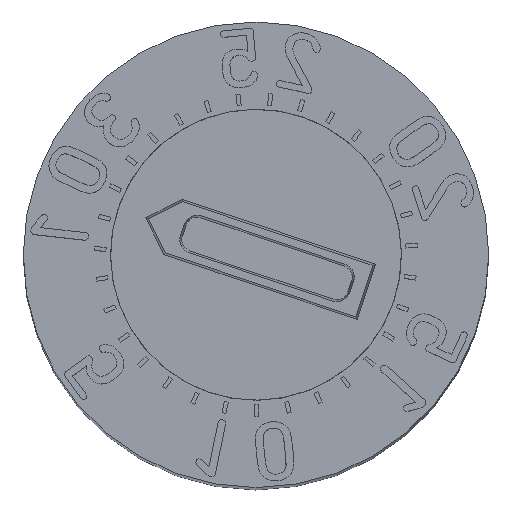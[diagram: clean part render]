
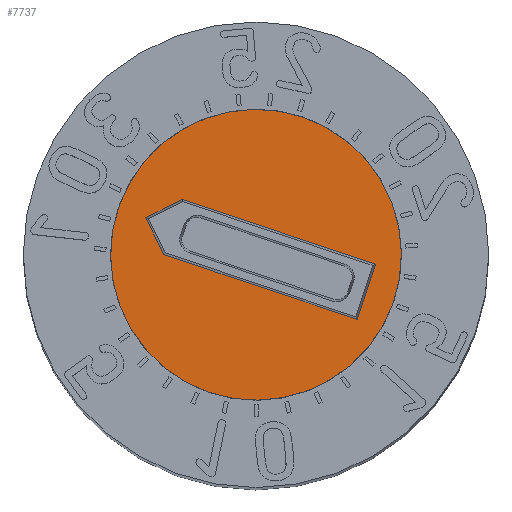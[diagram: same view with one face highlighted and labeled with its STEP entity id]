
A CAD part, top view. The second image highlights one B-rep face of the part: STEP entity #7737.
In plain terms, the highlighted planar face has unit normal (0, 0, 1).
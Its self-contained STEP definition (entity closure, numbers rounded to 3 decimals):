
#69=CIRCLE('',#8068,1.25);
#128=FACE_BOUND('',#1558,.T.);
#1081=FACE_OUTER_BOUND('',#1557,.T.);
#1557=EDGE_LOOP('',(#7051));
#1558=EDGE_LOOP('',(#7052,#7053,#7054,#7055,#7056));
#2274=LINE('',#14023,#2997);
#2278=LINE('',#14030,#3001);
#2281=LINE('',#14036,#3004);
#2284=LINE('',#14042,#3007);
#2286=LINE('',#14045,#3009);
#2997=VECTOR('',#9315,10.);
#3001=VECTOR('',#9321,10.);
#3004=VECTOR('',#9326,10.);
#3007=VECTOR('',#9331,10.);
#3009=VECTOR('',#9335,10.);
#3738=VERTEX_POINT('',#14020);
#3739=VERTEX_POINT('',#14022);
#3741=VERTEX_POINT('',#14028);
#3743=VERTEX_POINT('',#14034);
#3745=VERTEX_POINT('',#14040);
#3746=VERTEX_POINT('',#14048);
#4840=EDGE_CURVE('',#3739,#3738,#2274,.T.);
#4844=EDGE_CURVE('',#3738,#3741,#2278,.T.);
#4847=EDGE_CURVE('',#3741,#3743,#2281,.T.);
#4850=EDGE_CURVE('',#3743,#3745,#2284,.T.);
#4852=EDGE_CURVE('',#3745,#3739,#2286,.T.);
#4853=EDGE_CURVE('',#3746,#3746,#69,.T.);
#7051=ORIENTED_EDGE('',*,*,#4853,.F.);
#7052=ORIENTED_EDGE('',*,*,#4840,.T.);
#7053=ORIENTED_EDGE('',*,*,#4844,.T.);
#7054=ORIENTED_EDGE('',*,*,#4847,.T.);
#7055=ORIENTED_EDGE('',*,*,#4850,.T.);
#7056=ORIENTED_EDGE('',*,*,#4852,.T.);
#7316=PLANE('',#8067);
#7737=ADVANCED_FACE('',(#1081,#128),#7316,.F.);
#8067=AXIS2_PLACEMENT_3D('',#14047,#9338,#9339);
#8068=AXIS2_PLACEMENT_3D('',#14049,#9340,#9341);
#9315=DIRECTION('',(-0.707,-0.707,0.));
#9321=DIRECTION('',(-0.707,0.707,0.));
#9326=DIRECTION('',(0.,1.,0.));
#9331=DIRECTION('',(1.,0.,0.));
#9335=DIRECTION('',(0.,-1.,0.));
#9338=DIRECTION('center_axis',(0.,0.,-1.));
#9339=DIRECTION('ref_axis',(-1.,0.,0.));
#9340=DIRECTION('center_axis',(0.,0.,-1.));
#9341=DIRECTION('ref_axis',(-1.,0.,0.));
#14020=CARTESIAN_POINT('',(0.,-1.,2.3));
#14022=CARTESIAN_POINT('',(0.25,-0.75,2.3));
#14023=CARTESIAN_POINT('',(0.375,-0.625,2.3));
#14028=CARTESIAN_POINT('',(-0.25,-0.75,2.3));
#14030=CARTESIAN_POINT('',(-0.25,-0.75,2.3));
#14034=CARTESIAN_POINT('',(-0.25,1.,2.3));
#14036=CARTESIAN_POINT('',(-0.25,-0.375,2.3));
#14040=CARTESIAN_POINT('',(0.25,1.,2.3));
#14042=CARTESIAN_POINT('',(-0.125,1.,2.3));
#14045=CARTESIAN_POINT('',(0.25,0.5,2.3));
#14047=CARTESIAN_POINT('Origin',(0.,0.,2.3));
#14048=CARTESIAN_POINT('',(1.25,0.,2.3));
#14049=CARTESIAN_POINT('Origin',(0.,0.,2.3));
